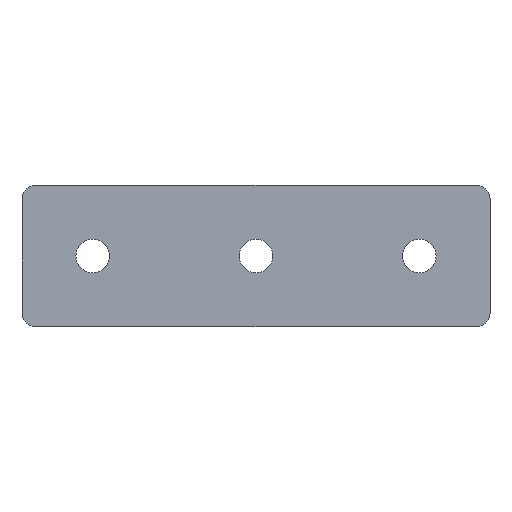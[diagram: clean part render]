
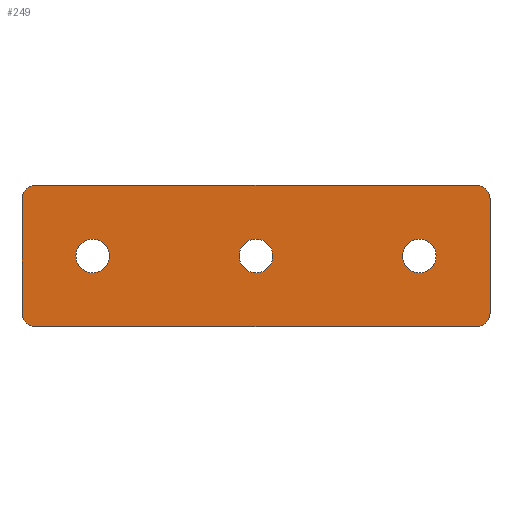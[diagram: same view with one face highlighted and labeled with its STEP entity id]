
A CAD part, top view. The second image highlights one B-rep face of the part: STEP entity #249.
In plain terms, the highlighted planar face has unit normal (0, 0, 1).
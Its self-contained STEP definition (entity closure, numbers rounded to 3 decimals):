
#1 = LINE ( 'NONE', #511, #145 ) ;
#7 = ORIENTED_EDGE ( 'NONE', *, *, #430, .T. ) ;
#10 = DIRECTION ( 'NONE',  ( 0., 0., 1. ) ) ;
#11 = ORIENTED_EDGE ( 'NONE', *, *, #261, .T. ) ;
#27 = VERTEX_POINT ( 'NONE', #65 ) ;
#33 = VECTOR ( 'NONE', #267, 1000. ) ;
#37 = DIRECTION ( 'NONE',  ( -1., 0., 0. ) ) ;
#42 = AXIS2_PLACEMENT_3D ( 'NONE', #522, #93, #342 ) ;
#49 = DIRECTION ( 'NONE',  ( -1., 0., 0. ) ) ;
#55 = FACE_BOUND ( 'NONE', #375, .T. ) ;
#63 = ORIENTED_EDGE ( 'NONE', *, *, #139, .F. ) ;
#65 = CARTESIAN_POINT ( 'NONE',  ( -10.5, 13., 2.5 ) ) ;
#67 = EDGE_CURVE ( 'NONE', #171, #98, #124, .T. ) ;
#77 = ORIENTED_EDGE ( 'NONE', *, *, #167, .F. ) ;
#81 = ORIENTED_EDGE ( 'NONE', *, *, #86, .T. ) ;
#82 = DIRECTION ( 'NONE',  ( 1., 0., 0. ) ) ;
#85 = DIRECTION ( 'NONE',  ( 1., 0., 0. ) ) ;
#86 = EDGE_CURVE ( 'NONE', #312, #27, #1, .T. ) ;
#87 = CIRCLE ( 'NONE', #177, 2.5 ) ;
#91 = CARTESIAN_POINT ( 'NONE',  ( 3.1, 0., 2.5 ) ) ;
#93 = DIRECTION ( 'NONE',  ( 0., 0., 1. ) ) ;
#95 = EDGE_CURVE ( 'NONE', #365, #171, #87, .T. ) ;
#98 = VERTEX_POINT ( 'NONE', #474 ) ;
#100 = VECTOR ( 'NONE', #170, 1000. ) ;
#104 = ORIENTED_EDGE ( 'NONE', *, *, #95, .T. ) ;
#113 = EDGE_CURVE ( 'NONE', #500, #339, #388, .T. ) ;
#124 = LINE ( 'NONE', #164, #33 ) ;
#125 = VERTEX_POINT ( 'NONE', #305 ) ;
#133 = ORIENTED_EDGE ( 'NONE', *, *, #67, .T. ) ;
#136 = AXIS2_PLACEMENT_3D ( 'NONE', #271, #181, #318 ) ;
#137 = DIRECTION ( 'NONE',  ( 0., 0., 1. ) ) ;
#138 = ORIENTED_EDGE ( 'NONE', *, *, #270, .T. ) ;
#139 = EDGE_CURVE ( 'NONE', #339, #500, #215, .T. ) ;
#143 = VERTEX_POINT ( 'NONE', #480 ) ;
#145 = VECTOR ( 'NONE', #37, 1000. ) ;
#148 = EDGE_CURVE ( 'NONE', #266, #365, #210, .T. ) ;
#149 = DIRECTION ( 'NONE',  ( 0., 1., 0. ) ) ;
#150 = VERTEX_POINT ( 'NONE', #560 ) ;
#161 = EDGE_LOOP ( 'NONE', ( #293, #464 ) ) ;
#164 = CARTESIAN_POINT ( 'NONE',  ( -13., -13., 2.5 ) ) ;
#165 = CARTESIAN_POINT ( 'NONE',  ( 33.1, 0., 2.5 ) ) ;
#167 = EDGE_CURVE ( 'NONE', #185, #150, #188, .T. ) ;
#170 = DIRECTION ( 'NONE',  ( 0., -1., 0. ) ) ;
#171 = VERTEX_POINT ( 'NONE', #220 ) ;
#174 = DIRECTION ( 'NONE',  ( 0., 0., 1. ) ) ;
#177 = AXIS2_PLACEMENT_3D ( 'NONE', #435, #392, #303 ) ;
#179 = CARTESIAN_POINT ( 'NONE',  ( 73., -13., 2.5 ) ) ;
#181 = DIRECTION ( 'NONE',  ( 0., 0., -1. ) ) ;
#185 = VERTEX_POINT ( 'NONE', #91 ) ;
#188 = CIRCLE ( 'NONE', #42, 3.1 ) ;
#189 = CARTESIAN_POINT ( 'NONE',  ( 70.5, -10.5, 2.5 ) ) ;
#199 = CIRCLE ( 'NONE', #515, 2.5 ) ;
#207 = VECTOR ( 'NONE', #149, 1000. ) ;
#210 = LINE ( 'NONE', #433, #100 ) ;
#213 = CARTESIAN_POINT ( 'NONE',  ( 30., 0., 2.5 ) ) ;
#215 = CIRCLE ( 'NONE', #287, 3.1 ) ;
#216 = CIRCLE ( 'NONE', #398, 3.1 ) ;
#220 = CARTESIAN_POINT ( 'NONE',  ( -10.5, -13., 2.5 ) ) ;
#249 = ADVANCED_FACE ( 'NONE', ( #535, #55, #324, #482 ), #404, .F. ) ;
#261 = EDGE_CURVE ( 'NONE', #539, #143, #401, .T. ) ;
#264 = CARTESIAN_POINT ( 'NONE',  ( 60., 0., 2.5 ) ) ;
#266 = VERTEX_POINT ( 'NONE', #366 ) ;
#267 = DIRECTION ( 'NONE',  ( 1., 0., 0. ) ) ;
#270 = EDGE_CURVE ( 'NONE', #98, #539, #352, .T. ) ;
#271 = CARTESIAN_POINT ( 'NONE',  ( 0., 0., 2.5 ) ) ;
#273 = DIRECTION ( 'NONE',  ( 0., 0., 1. ) ) ;
#279 = CIRCLE ( 'NONE', #337, 3.1 ) ;
#282 = ORIENTED_EDGE ( 'NONE', *, *, #521, .F. ) ;
#287 = AXIS2_PLACEMENT_3D ( 'NONE', #213, #516, #85 ) ;
#289 = AXIS2_PLACEMENT_3D ( 'NONE', #379, #416, #338 ) ;
#293 = ORIENTED_EDGE ( 'NONE', *, *, #556, .F. ) ;
#303 = DIRECTION ( 'NONE',  ( -1., 0., 0. ) ) ;
#305 = CARTESIAN_POINT ( 'NONE',  ( 63.1, 0., 2.5 ) ) ;
#311 = CARTESIAN_POINT ( 'NONE',  ( 70.5, 13., 2.5 ) ) ;
#312 = VERTEX_POINT ( 'NONE', #311 ) ;
#313 = EDGE_CURVE ( 'NONE', #27, #266, #199, .T. ) ;
#316 = AXIS2_PLACEMENT_3D ( 'NONE', #523, #137, #82 ) ;
#318 = DIRECTION ( 'NONE',  ( -1., 0., 0. ) ) ;
#324 = FACE_BOUND ( 'NONE', #512, .T. ) ;
#333 = EDGE_LOOP ( 'NONE', ( #133, #138, #11, #7, #81, #355, #532, #104 ) ) ;
#337 = AXIS2_PLACEMENT_3D ( 'NONE', #264, #554, #564 ) ;
#338 = DIRECTION ( 'NONE',  ( -1., 0., 0. ) ) ;
#339 = VERTEX_POINT ( 'NONE', #540 ) ;
#342 = DIRECTION ( 'NONE',  ( 1., 0., 0. ) ) ;
#343 = CARTESIAN_POINT ( 'NONE',  ( 60., 0., 2.5 ) ) ;
#348 = CARTESIAN_POINT ( 'NONE',  ( 0., 0., 2.5 ) ) ;
#350 = VERTEX_POINT ( 'NONE', #506 ) ;
#352 = CIRCLE ( 'NONE', #486, 2.5 ) ;
#355 = ORIENTED_EDGE ( 'NONE', *, *, #313, .T. ) ;
#359 = CARTESIAN_POINT ( 'NONE',  ( -10.5, 10.5, 2.5 ) ) ;
#365 = VERTEX_POINT ( 'NONE', #450 ) ;
#366 = CARTESIAN_POINT ( 'NONE',  ( -13., 10.5, 2.5 ) ) ;
#375 = EDGE_LOOP ( 'NONE', ( #63, #444 ) ) ;
#379 = CARTESIAN_POINT ( 'NONE',  ( 70.5, 10.5, 2.5 ) ) ;
#388 = CIRCLE ( 'NONE', #316, 3.1 ) ;
#390 = CIRCLE ( 'NONE', #289, 2.5 ) ;
#392 = DIRECTION ( 'NONE',  ( 0., 0., 1. ) ) ;
#393 = DIRECTION ( 'NONE',  ( 0., 0., 1. ) ) ;
#398 = AXIS2_PLACEMENT_3D ( 'NONE', #343, #174, #510 ) ;
#401 = LINE ( 'NONE', #179, #207 ) ;
#404 = PLANE ( 'NONE',  #136 ) ;
#416 = DIRECTION ( 'NONE',  ( 0., 0., 1. ) ) ;
#424 = DIRECTION ( 'NONE',  ( 1., 0., 0. ) ) ;
#426 = CIRCLE ( 'NONE', #525, 3.1 ) ;
#430 = EDGE_CURVE ( 'NONE', #143, #312, #390, .T. ) ;
#433 = CARTESIAN_POINT ( 'NONE',  ( -13., 13., 2.5 ) ) ;
#435 = CARTESIAN_POINT ( 'NONE',  ( -10.5, -10.5, 2.5 ) ) ;
#444 = ORIENTED_EDGE ( 'NONE', *, *, #113, .F. ) ;
#447 = DIRECTION ( 'NONE',  ( -1., 0., 0. ) ) ;
#450 = CARTESIAN_POINT ( 'NONE',  ( -13., -10.5, 2.5 ) ) ;
#464 = ORIENTED_EDGE ( 'NONE', *, *, #563, .F. ) ;
#474 = CARTESIAN_POINT ( 'NONE',  ( 70.5, -13., 2.5 ) ) ;
#480 = CARTESIAN_POINT ( 'NONE',  ( 73., 10.5, 2.5 ) ) ;
#482 = FACE_OUTER_BOUND ( 'NONE', #333, .T. ) ;
#486 = AXIS2_PLACEMENT_3D ( 'NONE', #189, #10, #49 ) ;
#500 = VERTEX_POINT ( 'NONE', #165 ) ;
#506 = CARTESIAN_POINT ( 'NONE',  ( 56.9, 0., 2.5 ) ) ;
#510 = DIRECTION ( 'NONE',  ( 1., 0., 0. ) ) ;
#511 = CARTESIAN_POINT ( 'NONE',  ( 73., 13., 2.5 ) ) ;
#512 = EDGE_LOOP ( 'NONE', ( #282, #77 ) ) ;
#515 = AXIS2_PLACEMENT_3D ( 'NONE', #359, #273, #447 ) ;
#516 = DIRECTION ( 'NONE',  ( 0., 0., 1. ) ) ;
#520 = CARTESIAN_POINT ( 'NONE',  ( 73., -10.5, 2.5 ) ) ;
#521 = EDGE_CURVE ( 'NONE', #150, #185, #426, .T. ) ;
#522 = CARTESIAN_POINT ( 'NONE',  ( 0., 0., 2.5 ) ) ;
#523 = CARTESIAN_POINT ( 'NONE',  ( 30., 0., 2.5 ) ) ;
#525 = AXIS2_PLACEMENT_3D ( 'NONE', #348, #393, #424 ) ;
#532 = ORIENTED_EDGE ( 'NONE', *, *, #148, .T. ) ;
#535 = FACE_BOUND ( 'NONE', #161, .T. ) ;
#539 = VERTEX_POINT ( 'NONE', #520 ) ;
#540 = CARTESIAN_POINT ( 'NONE',  ( 26.9, 0., 2.5 ) ) ;
#554 = DIRECTION ( 'NONE',  ( 0., 0., 1. ) ) ;
#556 = EDGE_CURVE ( 'NONE', #350, #125, #279, .T. ) ;
#560 = CARTESIAN_POINT ( 'NONE',  ( -3.1, 0., 2.5 ) ) ;
#563 = EDGE_CURVE ( 'NONE', #125, #350, #216, .T. ) ;
#564 = DIRECTION ( 'NONE',  ( 1., 0., 0. ) ) ;
